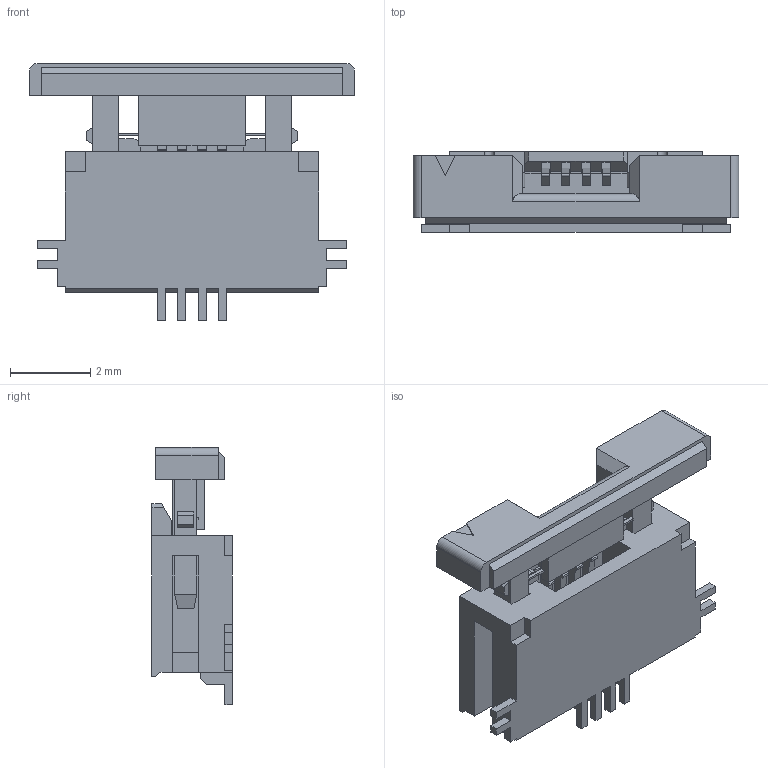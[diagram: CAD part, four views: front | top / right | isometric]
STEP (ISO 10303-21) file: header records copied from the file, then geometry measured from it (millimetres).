
FILE_DESCRIPTION((''),'2;1');
FILE_NAME('527450497','2016-06-29T',('rlalsangi'),(''),'PRO/ENGINEER BY PARAMETRIC TECHNOLOGY CORPORATION, 2012310','PRO/ENGINEER BY PARAMETRIC TECHNOLOGY CORPORATION, 2012310','');
FILE_SCHEMA(('CONFIG_CONTROL_DESIGN'));
Length unit declared in the file: millimetre
Products named in the file (1): 527450497
Bounding box: 8.1 x 2 x 6.4 mm (x, y, z)
Volume: 44.5 mm3; surface area: 199.9 mm2
Topology: 1 solids, 1 shells, 257 faces, 791 edges, 526 vertices
Faces by surface type: plane 238, cylinder 19
Entity records: 8688 total; most frequent: CARTESIAN_POINT 1561, ORIENTED_EDGE 1526, DIRECTION 1345, EDGE_CURVE 763, VECTOR 749, LINE 749, VERTEX_POINT 498, AXIS2_PLACEMENT_3D 298
